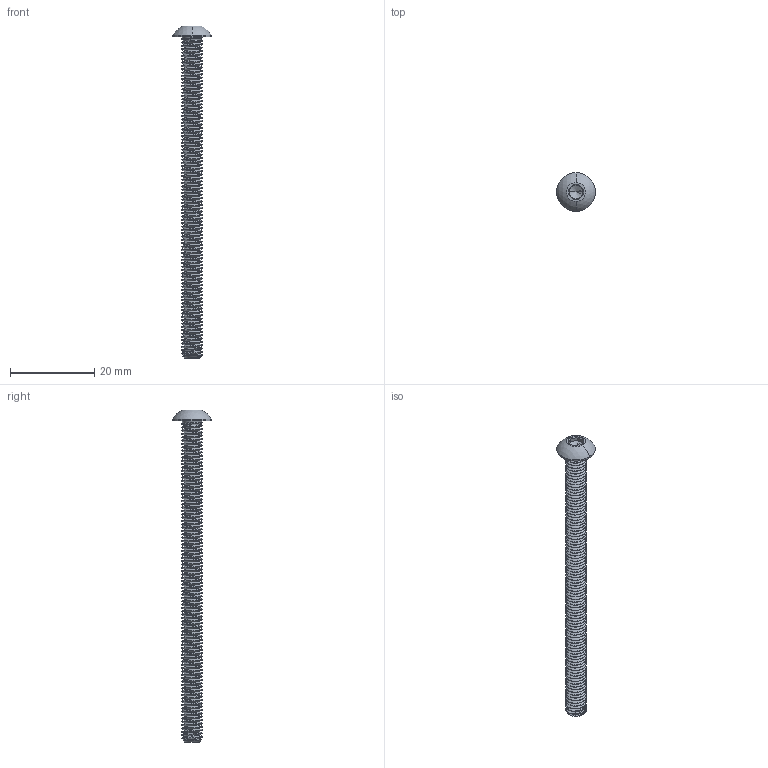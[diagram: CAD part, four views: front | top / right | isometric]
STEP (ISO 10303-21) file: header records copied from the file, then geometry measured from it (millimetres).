
FILE_DESCRIPTION (( 'STEP AP203' ), '1' );
FILE_NAME ('92949A279_18-8 Stainless Steel Button Head Hex Drive Screw.STEP', '2022-09-28T15:14:46', ( 'Administrator' ), ( 'Managed by Terraform' ), 'SwSTEP 2.0', 'SolidWorks 2017', '' );
FILE_SCHEMA (( 'CONFIG_CONTROL_DESIGN' ));
Length unit declared in the file: inch
Products named in the file (1): 92949A279_18-8 Stainless Steel Button Head Hex Drive Screw
Bounding box: 9.17 x 9.17 x 78.77 mm (x, y, z)
Volume: 1216.7 mm3; surface area: 1966.6 mm2
Topology: 1 solids, 1 shells, 231 faces, 661 edges, 432 vertices
Faces by surface type: cylinder 194, cone 17, plane 15, bspline 3, sphere 2
Entity records: 23307 total; most frequent: CARTESIAN_POINT 18206, ORIENTED_EDGE 1318, DIRECTION 739, EDGE_CURVE 659, VERTEX_POINT 432, AXIS2_PLACEMENT_3D 259, EDGE_LOOP 233, FACE_OUTER_BOUND 231
